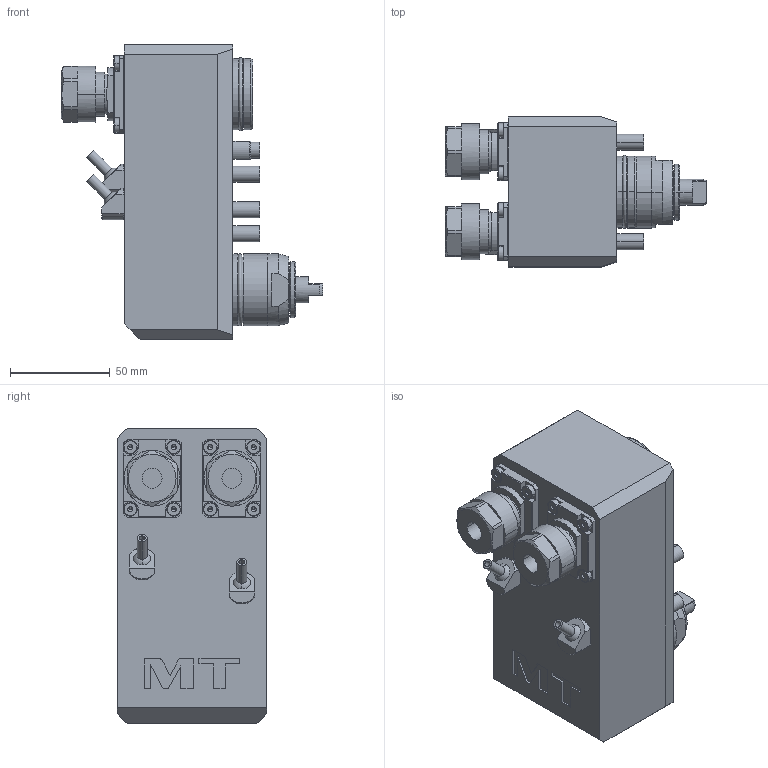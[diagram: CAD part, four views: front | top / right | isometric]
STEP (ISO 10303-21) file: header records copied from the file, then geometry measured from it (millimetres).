
FILE_DESCRIPTION((''),'2;1');
FILE_NAME('CTZ0160216_CONF','2024-12-13T15:34:07',('fpalella'),('M.T. srl'),'CREO PARAMETRIC BY PTC INC, 2023352','CREO PARAMETRIC BY PTC INC, 2023352','');
FILE_SCHEMA(('CONFIG_CONTROL_DESIGN'));
Length unit declared in the file: millimetre
Products named in the file (1): CTZ0160216_CONF
Bounding box: 130.96 x 75 x 148 mm (x, y, z)
Volume: 681303.8 mm3; surface area: 65056.5 mm2
Topology: 1 solids, 1 shells, 400 faces, 990 edges, 636 vertices
Faces by surface type: plane 182, cylinder 150, cone 42, torus 20, sphere 4, extrusion 2
Entity records: 12242 total; most frequent: CARTESIAN_POINT 2450, DIRECTION 2136, ORIENTED_EDGE 1948, EDGE_CURVE 974, AXIS2_PLACEMENT_3D 812, VERTEX_POINT 636, VECTOR 512, LINE 510
